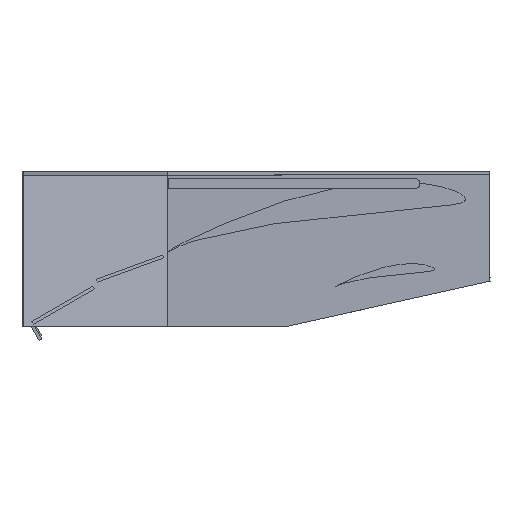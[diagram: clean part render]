
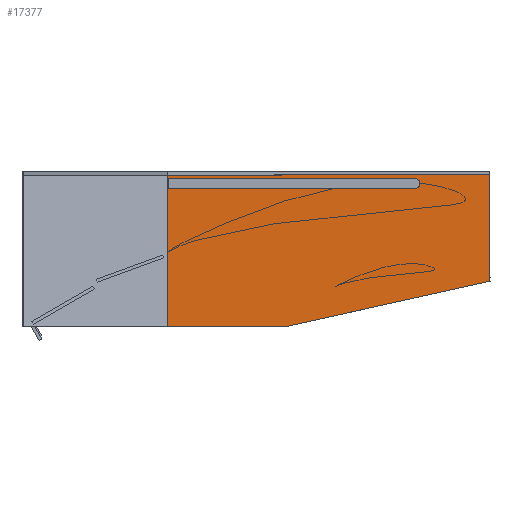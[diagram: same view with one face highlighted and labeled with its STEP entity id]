
A CAD part, left-side view. The second image highlights one B-rep face of the part: STEP entity #17377.
In plain terms, the highlighted planar face has unit normal (-1, 0, -0.002).
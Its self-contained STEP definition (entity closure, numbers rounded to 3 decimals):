
#17028=CARTESIAN_POINT('Vertex',(-137.531,-0.434,69.13)) ;
#17031=CARTESIAN_POINT('Line Origine',(-137.531,-0.434,64.13)) ;
#17035=CARTESIAN_POINT('Vertex',(-137.531,-0.434,59.13)) ;
#17068=CARTESIAN_POINT('Vertex',(-137.531,-120.31,-77.292)) ;
#17071=CARTESIAN_POINT('Line Origine',(-137.531,-60.155,-77.292)) ;
#17075=CARTESIAN_POINT('Vertex',(-137.531,0.,-77.292)) ;
#17131=CARTESIAN_POINT('Vertex',(-137.531,0.,72.708)) ;
#17134=CARTESIAN_POINT('Line Origine',(-137.531,-160.,72.708)) ;
#17138=CARTESIAN_POINT('Vertex',(-137.531,-320.,72.708)) ;
#17167=CARTESIAN_POINT('Line Origine',(-137.531,-220.155,-55.187)) ;
#17171=CARTESIAN_POINT('Vertex',(-137.531,-320.,-33.083)) ;
#17221=CARTESIAN_POINT('Line Origine',(-137.531,-320.,19.813)) ;
#17243=CARTESIAN_POINT('Line Origine',(-137.531,0.,-2.292)) ;
#17296=CARTESIAN_POINT('Line Origine',(-137.531,-122.934,59.13)) ;
#17300=CARTESIAN_POINT('Vertex',(-137.531,-245.434,59.13)) ;
#17320=CARTESIAN_POINT('Axis2P3D Location',(-137.531,-245.434,64.13)) ;
#17324=CARTESIAN_POINT('Vertex',(-137.531,-250.434,64.13)) ;
#17346=CARTESIAN_POINT('Axis2P3D Location',(-137.531,0.,-77.292)) ;
#17358=CARTESIAN_POINT('Line Origine',(-137.531,-122.934,69.13)) ;
#17362=CARTESIAN_POINT('Vertex',(-137.531,-245.434,69.13)) ;
#17365=CARTESIAN_POINT('Axis2P3D Location',(-137.531,-245.434,64.13)) ;
#17032=DIRECTION('Vector Direction',(0.,0.,1.)) ;
#17072=DIRECTION('Vector Direction',(0.,-1.,0.)) ;
#17135=DIRECTION('Vector Direction',(0.,-1.,0.)) ;
#17168=DIRECTION('Vector Direction',(0.,-0.976,0.216)) ;
#17222=DIRECTION('Vector Direction',(0.,0.,1.)) ;
#17244=DIRECTION('Vector Direction',(0.,0.,1.)) ;
#17297=DIRECTION('Vector Direction',(0.,-1.,0.)) ;
#17321=DIRECTION('Axis2P3D Direction',(1.,0.,0.)) ;
#17347=DIRECTION('Axis2P3D Direction',(1.,0.,0.)) ;
#17348=DIRECTION('Axis2P3D XDirection',(0.,0.,1.)) ;
#17359=DIRECTION('Vector Direction',(0.,1.,0.)) ;
#17366=DIRECTION('Axis2P3D Direction',(1.,0.,0.)) ;
#17322=AXIS2_PLACEMENT_3D('Circle Axis2P3D',#17320,#17321,$) ;
#17349=AXIS2_PLACEMENT_3D('Plane Axis2P3D',#17346,#17347,#17348) ;
#17367=AXIS2_PLACEMENT_3D('Circle Axis2P3D',#17365,#17366,$) ;
#17352=ORIENTED_EDGE('',*,*,#17173,.T.) ;
#17353=ORIENTED_EDGE('',*,*,#17225,.T.) ;
#17354=ORIENTED_EDGE('',*,*,#17140,.F.) ;
#17355=ORIENTED_EDGE('',*,*,#17247,.F.) ;
#17356=ORIENTED_EDGE('',*,*,#17077,.T.) ;
#17371=ORIENTED_EDGE('',*,*,#17326,.T.) ;
#17372=ORIENTED_EDGE('',*,*,#17302,.T.) ;
#17373=ORIENTED_EDGE('',*,*,#17037,.T.) ;
#17374=ORIENTED_EDGE('',*,*,#17364,.T.) ;
#17375=ORIENTED_EDGE('',*,*,#17369,.T.) ;
#17376=FACE_BOUND('',#17370,.T.) ;
#17033=VECTOR('Line Direction',#17032,1.) ;
#17073=VECTOR('Line Direction',#17072,1.) ;
#17136=VECTOR('Line Direction',#17135,1.) ;
#17169=VECTOR('Line Direction',#17168,1.) ;
#17223=VECTOR('Line Direction',#17222,1.) ;
#17245=VECTOR('Line Direction',#17244,1.) ;
#17298=VECTOR('Line Direction',#17297,1.) ;
#17360=VECTOR('Line Direction',#17359,1.) ;
#17377=ADVANCED_FACE('',(#17357,#17376),#17350,.F.) ;
#17323=CIRCLE('generated circle',#17322,5.) ;
#17368=CIRCLE('generated circle',#17367,5.) ;
#17037=EDGE_CURVE('',#17036,#17029,#17034,.T.) ;
#17077=EDGE_CURVE('',#17076,#17069,#17074,.T.) ;
#17140=EDGE_CURVE('',#17132,#17139,#17137,.T.) ;
#17173=EDGE_CURVE('',#17069,#17172,#17170,.T.) ;
#17225=EDGE_CURVE('',#17172,#17139,#17224,.T.) ;
#17247=EDGE_CURVE('',#17076,#17132,#17246,.T.) ;
#17302=EDGE_CURVE('',#17301,#17036,#17299,.F.) ;
#17326=EDGE_CURVE('',#17325,#17301,#17323,.T.) ;
#17364=EDGE_CURVE('',#17029,#17363,#17361,.F.) ;
#17369=EDGE_CURVE('',#17363,#17325,#17368,.T.) ;
#17351=EDGE_LOOP('',(#17352,#17353,#17354,#17355,#17356)) ;
#17370=EDGE_LOOP('',(#17371,#17372,#17373,#17374,#17375)) ;
#17357=FACE_OUTER_BOUND('',#17351,.T.) ;
#17034=LINE('Line',#17031,#17033) ;
#17074=LINE('Line',#17071,#17073) ;
#17137=LINE('Line',#17134,#17136) ;
#17170=LINE('Line',#17167,#17169) ;
#17224=LINE('Line',#17221,#17223) ;
#17246=LINE('Line',#17243,#17245) ;
#17299=LINE('Line',#17296,#17298) ;
#17361=LINE('Line',#17358,#17360) ;
#17350=PLANE('Plane',#17349) ;
#17029=VERTEX_POINT('',#17028) ;
#17036=VERTEX_POINT('',#17035) ;
#17069=VERTEX_POINT('',#17068) ;
#17076=VERTEX_POINT('',#17075) ;
#17132=VERTEX_POINT('',#17131) ;
#17139=VERTEX_POINT('',#17138) ;
#17172=VERTEX_POINT('',#17171) ;
#17301=VERTEX_POINT('',#17300) ;
#17325=VERTEX_POINT('',#17324) ;
#17363=VERTEX_POINT('',#17362) ;
